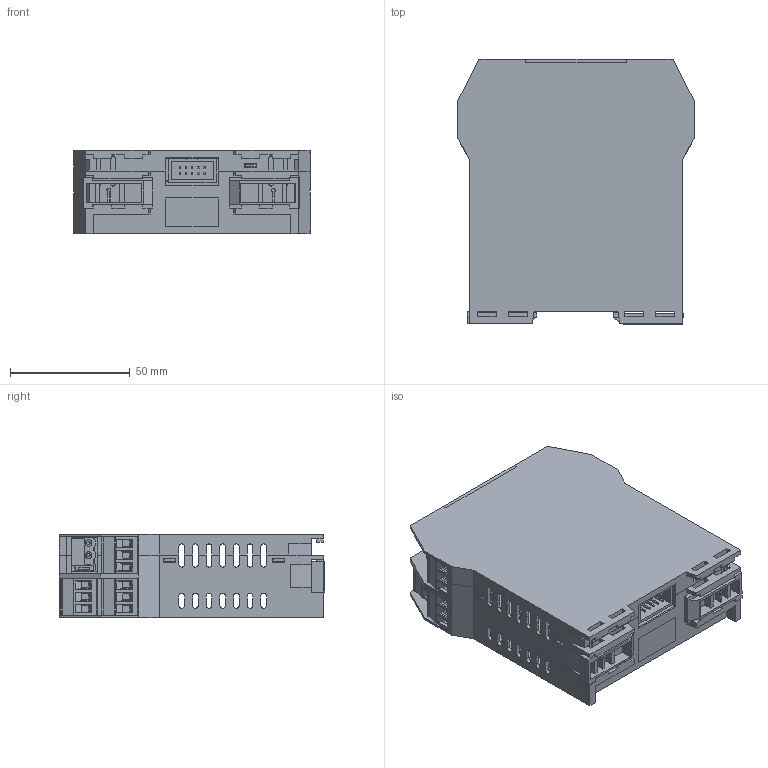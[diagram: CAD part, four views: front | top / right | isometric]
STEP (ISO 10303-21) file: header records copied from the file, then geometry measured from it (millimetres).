
FILE_DESCRIPTION(/* description */ ('','CAx-IF Rec.Pracs.---Representation and Presentation of Product Manufacturing Information (PMI)---3.8---2014-02-18'),/* implementation_level */ '2;1');
FILE_NAME(/* name */ 'Z-LOGGER3.stp',/* time_stamp */ '2017-03-13T15:49:16+01:00',/* author */ ('teso'),/* organization */ (''),/* preprocessor_version */ 'ST-DEVELOPER v16.5',/* originating_system */ 'Autodesk Inventor 2017',/* authorisation */ '');
FILE_SCHEMA (('AP242_MANAGED_MODEL_BASED_3D_ENGINEERING_MIM_LF { 1 0 10303 442 1 1 4 }'));
Length unit declared in the file: millimetre
Products named in the file (14): Z-LOGGER3; contenitore; gancio fissaggio; connettore bus; contenitore_1; Fix1_MIR1; Coperchio-post.; Coperchio-ant.2; MSTB_2.5_3-ST-5.08; MSTB_2.5_3-ST-5.08_MIR3; MSTB_2.5_3-ST-5.08_MIR4; MSTB_2.5_3-ST-5.08_MIR3_MIR; micro usb; ETH-SOK-F
Assembly tree (16 placements, depth 2):
  Z-LOGGER3
    contenitore
    gancio fissaggio
    connettore bus
    contenitore_1
    Fix1_MIR1
    Coperchio-post.
    Coperchio-ant.2
    MSTB_2.5_3-ST-5.08  x2
    MSTB_2.5_3-ST-5.08_MIR3  x2
    MSTB_2.5_3-ST-5.08_MIR4
    MSTB_2.5_3-ST-5.08_MIR3_MIR  x2
    micro usb
    ETH-SOK-F
Bounding box: 98.5 x 110.73 x 35 mm (x, y, z)
Volume: 70030.8 mm3; surface area: 88708.2 mm2
Topology: 16 solids, 16 shells, 2498 faces, 6685 edges, 4360 vertices
Faces by surface type: plane 2020, cylinder 474, cone 4
Full cylindrical faces by diameter (mm): 0.609 x7, 1.4 x21, 1.5 x4, 1.6 x4, 2.8 x21, 3 x4, 3.783 x21, 4 x21
Entity records: 58383 total; most frequent: CARTESIAN_POINT 10082, ORIENTED_EDGE 9874, DIRECTION 9405, EDGE_CURVE 4937, LINE 4235, VECTOR 4235, VERTEX_POINT 3262, AXIS2_PLACEMENT_3D 2585
